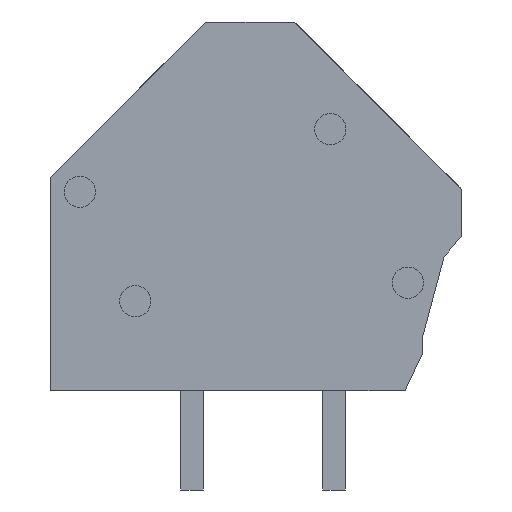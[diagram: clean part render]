
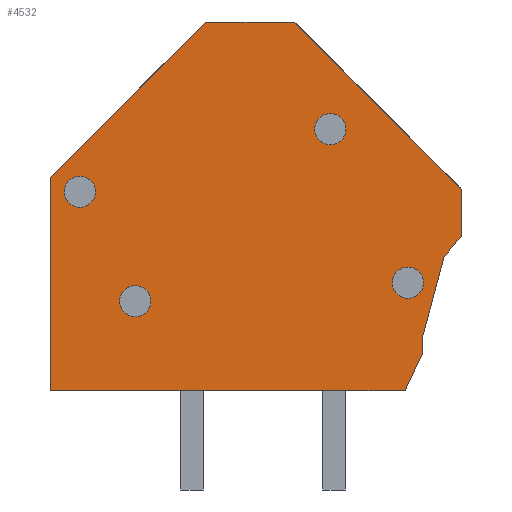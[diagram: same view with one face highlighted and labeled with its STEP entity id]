
A CAD part, left-side view. The second image highlights one B-rep face of the part: STEP entity #4532.
In plain terms, the highlighted planar face has unit normal (-1, 0, 0).
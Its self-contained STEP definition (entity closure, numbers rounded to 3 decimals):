
#4445=AXIS2_PLACEMENT_3D('Plane Axis2P3D',#4442,#4443,#4444) ;
#4462=AXIS2_PLACEMENT_3D('Circle Axis2P3D',#4460,#4461,$) ;
#4471=AXIS2_PLACEMENT_3D('Circle Axis2P3D',#4469,#4470,$) ;
#4480=AXIS2_PLACEMENT_3D('Circle Axis2P3D',#4478,#4479,$) ;
#4489=AXIS2_PLACEMENT_3D('Circle Axis2P3D',#4487,#4488,$) ;
#4498=AXIS2_PLACEMENT_3D('Circle Axis2P3D',#4496,#4497,$) ;
#4507=AXIS2_PLACEMENT_3D('Circle Axis2P3D',#4505,#4506,$) ;
#4516=AXIS2_PLACEMENT_3D('Circle Axis2P3D',#4514,#4515,$) ;
#4525=AXIS2_PLACEMENT_3D('Circle Axis2P3D',#4523,#4524,$) ;
#4117=CARTESIAN_POINT('Vertex',(0.7,2.,3.5)) ;
#4131=CARTESIAN_POINT('Vertex',(0.7,1.37,4.85)) ;
#4134=CARTESIAN_POINT('Line Origine',(0.7,1.685,4.175)) ;
#4162=CARTESIAN_POINT('Vertex',(0.7,1.37,5.45)) ;
#4165=CARTESIAN_POINT('Line Origine',(0.7,1.37,5.15)) ;
#4193=CARTESIAN_POINT('Vertex',(0.7,0.634,8.2)) ;
#4196=CARTESIAN_POINT('Line Origine',(0.7,1.002,6.825)) ;
#4224=CARTESIAN_POINT('Vertex',(0.7,0.,8.953)) ;
#4227=CARTESIAN_POINT('Line Origine',(0.7,0.317,8.577)) ;
#4255=CARTESIAN_POINT('Vertex',(0.7,0.,10.58)) ;
#4258=CARTESIAN_POINT('Line Origine',(0.7,0.,9.766)) ;
#4286=CARTESIAN_POINT('Vertex',(0.7,5.898,16.478)) ;
#4289=CARTESIAN_POINT('Line Origine',(0.7,2.949,13.529)) ;
#4317=CARTESIAN_POINT('Vertex',(0.7,9.022,16.478)) ;
#4320=CARTESIAN_POINT('Line Origine',(0.7,7.46,16.478)) ;
#4348=CARTESIAN_POINT('Vertex',(0.7,14.5,11.)) ;
#4351=CARTESIAN_POINT('Line Origine',(0.7,11.761,13.739)) ;
#4379=CARTESIAN_POINT('Vertex',(0.7,14.5,3.5)) ;
#4382=CARTESIAN_POINT('Line Origine',(0.7,14.5,7.25)) ;
#4410=CARTESIAN_POINT('Vertex',(0.7,12.7,3.5)) ;
#4413=CARTESIAN_POINT('Line Origine',(0.7,13.6,3.5)) ;
#4430=CARTESIAN_POINT('Line Origine',(0.7,7.35,3.5)) ;
#4442=CARTESIAN_POINT('Axis2P3D Location',(0.7,0.,0.)) ;
#4460=CARTESIAN_POINT('Axis2P3D Location',(0.7,13.45,10.5)) ;
#4464=CARTESIAN_POINT('Vertex',(0.7,12.9,10.5)) ;
#4466=CARTESIAN_POINT('Vertex',(0.7,14.,10.5)) ;
#4469=CARTESIAN_POINT('Axis2P3D Location',(0.7,13.45,10.5)) ;
#4478=CARTESIAN_POINT('Axis2P3D Location',(0.7,4.632,12.707)) ;
#4482=CARTESIAN_POINT('Vertex',(0.7,4.082,12.707)) ;
#4484=CARTESIAN_POINT('Vertex',(0.7,5.182,12.707)) ;
#4487=CARTESIAN_POINT('Axis2P3D Location',(0.7,4.632,12.707)) ;
#4496=CARTESIAN_POINT('Axis2P3D Location',(0.7,11.5,6.65)) ;
#4500=CARTESIAN_POINT('Vertex',(0.7,10.95,6.65)) ;
#4502=CARTESIAN_POINT('Vertex',(0.7,12.05,6.65)) ;
#4505=CARTESIAN_POINT('Axis2P3D Location',(0.7,11.5,6.65)) ;
#4514=CARTESIAN_POINT('Axis2P3D Location',(0.7,1.9,7.3)) ;
#4518=CARTESIAN_POINT('Vertex',(0.7,1.35,7.3)) ;
#4520=CARTESIAN_POINT('Vertex',(0.7,2.45,7.3)) ;
#4523=CARTESIAN_POINT('Axis2P3D Location',(0.7,1.9,7.3)) ;
#4135=DIRECTION('Vector Direction',(0.,-0.423,0.906)) ;
#4166=DIRECTION('Vector Direction',(0.,0.,1.)) ;
#4197=DIRECTION('Vector Direction',(0.,-0.259,0.966)) ;
#4228=DIRECTION('Vector Direction',(0.,-0.644,0.765)) ;
#4259=DIRECTION('Vector Direction',(0.,0.,-1.)) ;
#4290=DIRECTION('Vector Direction',(0.,0.707,0.707)) ;
#4321=DIRECTION('Vector Direction',(0.,-1.,0.)) ;
#4352=DIRECTION('Vector Direction',(0.,-0.707,0.707)) ;
#4383=DIRECTION('Vector Direction',(0.,0.,-1.)) ;
#4414=DIRECTION('Vector Direction',(0.,-1.,0.)) ;
#4431=DIRECTION('Vector Direction',(0.,-1.,0.)) ;
#4443=DIRECTION('Axis2P3D Direction',(-1.,0.,0.)) ;
#4444=DIRECTION('Axis2P3D XDirection',(0.,-1.,0.)) ;
#4461=DIRECTION('Axis2P3D Direction',(-1.,0.,0.)) ;
#4470=DIRECTION('Axis2P3D Direction',(-1.,0.,0.)) ;
#4479=DIRECTION('Axis2P3D Direction',(-1.,0.,0.)) ;
#4488=DIRECTION('Axis2P3D Direction',(-1.,0.,0.)) ;
#4497=DIRECTION('Axis2P3D Direction',(-1.,0.,0.)) ;
#4506=DIRECTION('Axis2P3D Direction',(-1.,0.,0.)) ;
#4515=DIRECTION('Axis2P3D Direction',(-1.,0.,0.)) ;
#4524=DIRECTION('Axis2P3D Direction',(-1.,0.,0.)) ;
#4136=VECTOR('Line Direction',#4135,1.) ;
#4167=VECTOR('Line Direction',#4166,1.) ;
#4198=VECTOR('Line Direction',#4197,1.) ;
#4229=VECTOR('Line Direction',#4228,1.) ;
#4260=VECTOR('Line Direction',#4259,1.) ;
#4291=VECTOR('Line Direction',#4290,1.) ;
#4322=VECTOR('Line Direction',#4321,1.) ;
#4353=VECTOR('Line Direction',#4352,1.) ;
#4384=VECTOR('Line Direction',#4383,1.) ;
#4415=VECTOR('Line Direction',#4414,1.) ;
#4432=VECTOR('Line Direction',#4431,1.) ;
#4448=ORIENTED_EDGE('',*,*,#4138,.T.) ;
#4449=ORIENTED_EDGE('',*,*,#4169,.T.) ;
#4450=ORIENTED_EDGE('',*,*,#4200,.T.) ;
#4451=ORIENTED_EDGE('',*,*,#4231,.T.) ;
#4452=ORIENTED_EDGE('',*,*,#4262,.T.) ;
#4453=ORIENTED_EDGE('',*,*,#4293,.T.) ;
#4454=ORIENTED_EDGE('',*,*,#4324,.T.) ;
#4455=ORIENTED_EDGE('',*,*,#4355,.T.) ;
#4456=ORIENTED_EDGE('',*,*,#4386,.T.) ;
#4457=ORIENTED_EDGE('',*,*,#4417,.T.) ;
#4458=ORIENTED_EDGE('',*,*,#4434,.T.) ;
#4475=ORIENTED_EDGE('',*,*,#4468,.F.) ;
#4476=ORIENTED_EDGE('',*,*,#4473,.F.) ;
#4493=ORIENTED_EDGE('',*,*,#4486,.F.) ;
#4494=ORIENTED_EDGE('',*,*,#4491,.F.) ;
#4511=ORIENTED_EDGE('',*,*,#4504,.F.) ;
#4512=ORIENTED_EDGE('',*,*,#4509,.F.) ;
#4529=ORIENTED_EDGE('',*,*,#4522,.F.) ;
#4530=ORIENTED_EDGE('',*,*,#4527,.F.) ;
#4477=FACE_BOUND('',#4474,.T.) ;
#4495=FACE_BOUND('',#4492,.T.) ;
#4513=FACE_BOUND('',#4510,.T.) ;
#4531=FACE_BOUND('',#4528,.T.) ;
#4532=ADVANCED_FACE('End plate_LMZF.1\\Hauptkoerper',(#4459,#4477,#4495,#4513,#4531),#4446,.T.) ;
#4463=CIRCLE('generated circle',#4462,0.55) ;
#4472=CIRCLE('generated circle',#4471,0.55) ;
#4481=CIRCLE('generated circle',#4480,0.55) ;
#4490=CIRCLE('generated circle',#4489,0.55) ;
#4499=CIRCLE('generated circle',#4498,0.55) ;
#4508=CIRCLE('generated circle',#4507,0.55) ;
#4517=CIRCLE('generated circle',#4516,0.55) ;
#4526=CIRCLE('generated circle',#4525,0.55) ;
#4138=EDGE_CURVE('',#4118,#4132,#4137,.T.) ;
#4169=EDGE_CURVE('',#4132,#4163,#4168,.T.) ;
#4200=EDGE_CURVE('',#4163,#4194,#4199,.T.) ;
#4231=EDGE_CURVE('',#4194,#4225,#4230,.T.) ;
#4262=EDGE_CURVE('',#4225,#4256,#4261,.F.) ;
#4293=EDGE_CURVE('',#4256,#4287,#4292,.T.) ;
#4324=EDGE_CURVE('',#4287,#4318,#4323,.F.) ;
#4355=EDGE_CURVE('',#4318,#4349,#4354,.F.) ;
#4386=EDGE_CURVE('',#4349,#4380,#4385,.T.) ;
#4417=EDGE_CURVE('',#4380,#4411,#4416,.T.) ;
#4434=EDGE_CURVE('',#4411,#4118,#4433,.T.) ;
#4468=EDGE_CURVE('',#4465,#4467,#4463,.T.) ;
#4473=EDGE_CURVE('',#4467,#4465,#4472,.T.) ;
#4486=EDGE_CURVE('',#4483,#4485,#4481,.T.) ;
#4491=EDGE_CURVE('',#4485,#4483,#4490,.T.) ;
#4504=EDGE_CURVE('',#4501,#4503,#4499,.T.) ;
#4509=EDGE_CURVE('',#4503,#4501,#4508,.T.) ;
#4522=EDGE_CURVE('',#4519,#4521,#4517,.T.) ;
#4527=EDGE_CURVE('',#4521,#4519,#4526,.T.) ;
#4447=EDGE_LOOP('',(#4448,#4449,#4450,#4451,#4452,#4453,#4454,#4455,#4456,#4457,#4458)) ;
#4474=EDGE_LOOP('',(#4475,#4476)) ;
#4492=EDGE_LOOP('',(#4493,#4494)) ;
#4510=EDGE_LOOP('',(#4511,#4512)) ;
#4528=EDGE_LOOP('',(#4529,#4530)) ;
#4459=FACE_OUTER_BOUND('',#4447,.T.) ;
#4137=LINE('Line',#4134,#4136) ;
#4168=LINE('Line',#4165,#4167) ;
#4199=LINE('Line',#4196,#4198) ;
#4230=LINE('Line',#4227,#4229) ;
#4261=LINE('Line',#4258,#4260) ;
#4292=LINE('Line',#4289,#4291) ;
#4323=LINE('Line',#4320,#4322) ;
#4354=LINE('Line',#4351,#4353) ;
#4385=LINE('Line',#4382,#4384) ;
#4416=LINE('Line',#4413,#4415) ;
#4433=LINE('Line',#4430,#4432) ;
#4446=PLANE('',#4445) ;
#4118=VERTEX_POINT('',#4117) ;
#4132=VERTEX_POINT('',#4131) ;
#4163=VERTEX_POINT('',#4162) ;
#4194=VERTEX_POINT('',#4193) ;
#4225=VERTEX_POINT('',#4224) ;
#4256=VERTEX_POINT('',#4255) ;
#4287=VERTEX_POINT('',#4286) ;
#4318=VERTEX_POINT('',#4317) ;
#4349=VERTEX_POINT('',#4348) ;
#4380=VERTEX_POINT('',#4379) ;
#4411=VERTEX_POINT('',#4410) ;
#4465=VERTEX_POINT('',#4464) ;
#4467=VERTEX_POINT('',#4466) ;
#4483=VERTEX_POINT('',#4482) ;
#4485=VERTEX_POINT('',#4484) ;
#4501=VERTEX_POINT('',#4500) ;
#4503=VERTEX_POINT('',#4502) ;
#4519=VERTEX_POINT('',#4518) ;
#4521=VERTEX_POINT('',#4520) ;
